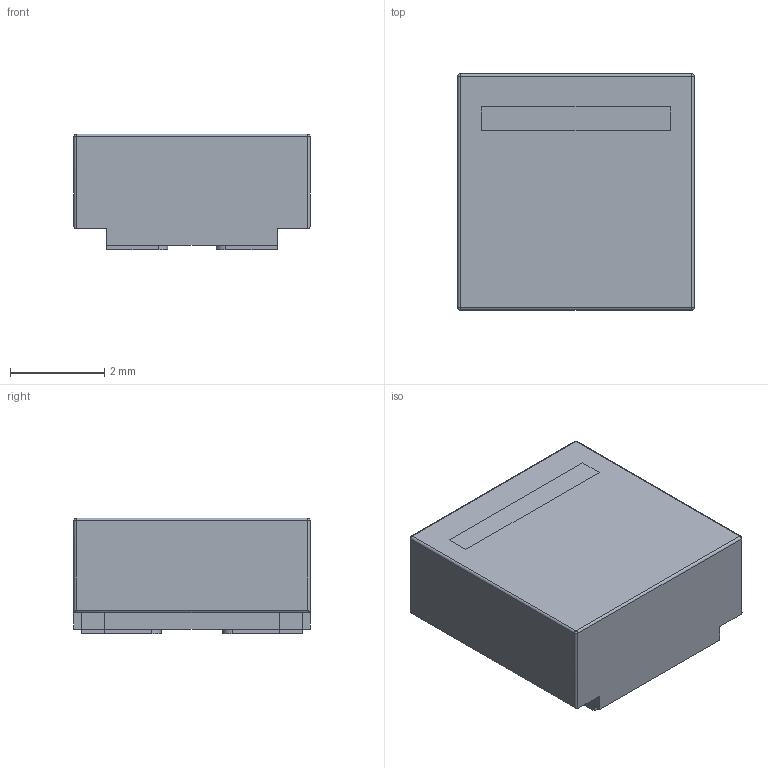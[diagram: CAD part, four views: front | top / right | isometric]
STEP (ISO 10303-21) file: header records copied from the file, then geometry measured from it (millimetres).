
FILE_DESCRIPTION (( 'STEP AP214' ), '1' );
FILE_NAME ('User Library-DLW5BT.STEP', '2017-04-05T00:29:58', ( 'Windows User' ), ( '' ), 'SwSTEP 2.0', 'SolidWorks 2017', '' );
FILE_SCHEMA (( 'AUTOMOTIVE_DESIGN' ));
Length unit declared in the file: millimetre
Products named in the file (4): User Library-DLW5BT_Fillet; User Library-DLW5BT_Cube; User Library-DLW5BT_Compound; User Library-DLW5BT
Assembly tree (3 placements, depth 2):
  User Library-DLW5BT
    User Library-DLW5BT_Fillet
    User Library-DLW5BT_Compound
    User Library-DLW5BT_Cube
Bounding box: 5 x 5 x 2.45 mm (x, y, z)
Volume: 59.8 mm3; surface area: 125 mm2
Topology: 6 solids, 6 shells, 74 faces, 174 edges, 108 vertices
Faces by surface type: plane 48, cylinder 22, bspline 4
Entity records: 3101 total; most frequent: CARTESIAN_POINT 430, DIRECTION 354, ORIENTED_EDGE 340, EDGE_CURVE 170, LINE 130, VECTOR 130, AXIS2_PLACEMENT_3D 112, VERTEX_POINT 108
